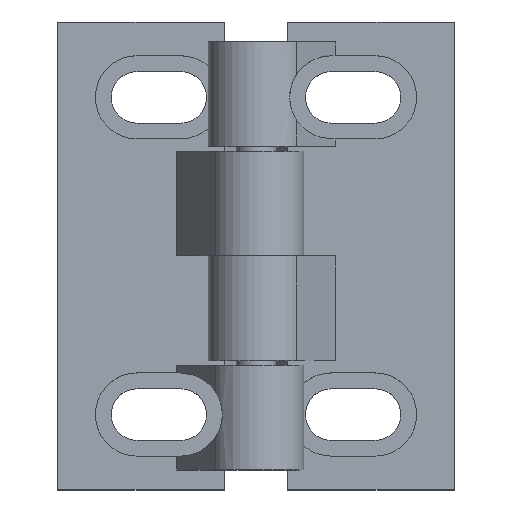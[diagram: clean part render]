
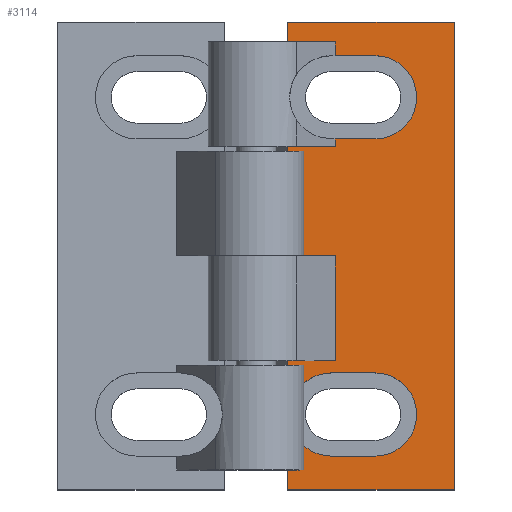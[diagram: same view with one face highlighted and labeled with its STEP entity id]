
A CAD part, top view. The second image highlights one B-rep face of the part: STEP entity #3114.
In plain terms, the highlighted planar face has unit normal (0, 0, 1).
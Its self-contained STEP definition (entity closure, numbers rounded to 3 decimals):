
#27=FACE_BOUND($,#419,.T.);
#105=PLANE($,#3313);
#237=FACE_OUTER_BOUND($,#418,.T.);
#418=EDGE_LOOP($,(#2177,#2178,#2179,#2180,#2181,#2182,#2183,#2184,#2185,
#2186,#2187,#2188,#2189,#2190,#2191,#2192,#2193));
#419=EDGE_LOOP($,(#2194,#2195,#2196,#2197));
#613=LINE($,#4519,#917);
#618=LINE($,#4550,#922);
#623=LINE($,#4565,#927);
#628=LINE($,#4579,#932);
#635=LINE($,#4600,#939);
#636=LINE($,#4603,#940);
#637=LINE($,#4605,#941);
#638=LINE($,#4607,#942);
#639=LINE($,#4609,#943);
#640=LINE($,#4611,#944);
#641=LINE($,#4613,#945);
#642=LINE($,#4615,#946);
#643=LINE($,#4617,#947);
#644=LINE($,#4619,#948);
#645=LINE($,#4621,#949);
#646=LINE($,#4623,#950);
#647=LINE($,#4625,#951);
#648=LINE($,#4626,#952);
#917=VECTOR($,#3605,5.005);
#922=VECTOR($,#3620,5.005);
#927=VECTOR($,#3633,5.5);
#932=VECTOR($,#3646,5.5);
#939=VECTOR($,#3667,0.95);
#940=VECTOR($,#3670,5.995);
#941=VECTOR($,#3671,13.8);
#942=VECTOR($,#3672,5.995);
#943=VECTOR($,#3673,13.2);
#944=VECTOR($,#3674,5.995);
#945=VECTOR($,#3675,13.72);
#946=VECTOR($,#3676,2.58);
#947=VECTOR($,#3677,21.);
#948=VECTOR($,#3678,59.);
#949=VECTOR($,#3679,21.);
#950=VECTOR($,#3680,2.5);
#951=VECTOR($,#3681,5.995);
#952=VECTOR($,#3682,1.75);
#1219=CIRCLE($,#3290,5.25);
#1224=CIRCLE($,#3303,5.25);
#1226=CIRCLE($,#3307,5.25);
#1340=VERTEX_POINT($,#4509);
#1341=VERTEX_POINT($,#4510);
#1344=VERTEX_POINT($,#4518);
#1351=VERTEX_POINT($,#4549);
#1356=VERTEX_POINT($,#4563);
#1357=VERTEX_POINT($,#4564);
#1360=VERTEX_POINT($,#4572);
#1362=VERTEX_POINT($,#4578);
#1369=VERTEX_POINT($,#4598);
#1370=VERTEX_POINT($,#4602);
#1371=VERTEX_POINT($,#4604);
#1372=VERTEX_POINT($,#4606);
#1373=VERTEX_POINT($,#4608);
#1374=VERTEX_POINT($,#4610);
#1375=VERTEX_POINT($,#4612);
#1376=VERTEX_POINT($,#4614);
#1377=VERTEX_POINT($,#4616);
#1378=VERTEX_POINT($,#4618);
#1379=VERTEX_POINT($,#4620);
#1380=VERTEX_POINT($,#4622);
#1381=VERTEX_POINT($,#4624);
#1649=EDGE_CURVE($,#1340,#1341,#1219,.T.);
#1653=EDGE_CURVE($,#1341,#1344,#613,.T.);
#1662=EDGE_CURVE($,#1351,#1340,#618,.T.);
#1669=EDGE_CURVE($,#1356,#1357,#623,.T.);
#1673=EDGE_CURVE($,#1357,#1360,#1224,.T.);
#1676=EDGE_CURVE($,#1360,#1362,#628,.T.);
#1679=EDGE_CURVE($,#1362,#1356,#1226,.T.);
#1687=EDGE_CURVE($,#1369,#1344,#635,.T.);
#1688=EDGE_CURVE($,#1369,#1370,#636,.T.);
#1689=EDGE_CURVE($,#1370,#1371,#637,.T.);
#1690=EDGE_CURVE($,#1372,#1371,#638,.T.);
#1691=EDGE_CURVE($,#1373,#1372,#639,.T.);
#1692=EDGE_CURVE($,#1373,#1374,#640,.T.);
#1693=EDGE_CURVE($,#1374,#1375,#641,.T.);
#1694=EDGE_CURVE($,#1375,#1376,#642,.T.);
#1695=EDGE_CURVE($,#1377,#1376,#643,.T.);
#1696=EDGE_CURVE($,#1377,#1378,#644,.T.);
#1697=EDGE_CURVE($,#1379,#1378,#645,.T.);
#1698=EDGE_CURVE($,#1379,#1380,#646,.T.);
#1699=EDGE_CURVE($,#1381,#1380,#647,.T.);
#1700=EDGE_CURVE($,#1351,#1381,#648,.T.);
#2177=ORIENTED_EDGE($,*,*,#1662,.T.);
#2178=ORIENTED_EDGE($,*,*,#1649,.T.);
#2179=ORIENTED_EDGE($,*,*,#1653,.T.);
#2180=ORIENTED_EDGE($,*,*,#1687,.F.);
#2181=ORIENTED_EDGE($,*,*,#1688,.T.);
#2182=ORIENTED_EDGE($,*,*,#1689,.T.);
#2183=ORIENTED_EDGE($,*,*,#1690,.F.);
#2184=ORIENTED_EDGE($,*,*,#1691,.F.);
#2185=ORIENTED_EDGE($,*,*,#1692,.T.);
#2186=ORIENTED_EDGE($,*,*,#1693,.T.);
#2187=ORIENTED_EDGE($,*,*,#1694,.T.);
#2188=ORIENTED_EDGE($,*,*,#1695,.F.);
#2189=ORIENTED_EDGE($,*,*,#1696,.T.);
#2190=ORIENTED_EDGE($,*,*,#1697,.F.);
#2191=ORIENTED_EDGE($,*,*,#1698,.T.);
#2192=ORIENTED_EDGE($,*,*,#1699,.F.);
#2193=ORIENTED_EDGE($,*,*,#1700,.F.);
#2194=ORIENTED_EDGE($,*,*,#1676,.T.);
#2195=ORIENTED_EDGE($,*,*,#1679,.T.);
#2196=ORIENTED_EDGE($,*,*,#1669,.T.);
#2197=ORIENTED_EDGE($,*,*,#1673,.T.);
#3114=ADVANCED_FACE($,(#237,#27),#105,.T.);
#3290=AXIS2_PLACEMENT_3D($,#4511,#3597,#3598);
#3303=AXIS2_PLACEMENT_3D($,#4573,#3639,#3640);
#3307=AXIS2_PLACEMENT_3D($,#4584,#3651,#3652);
#3313=AXIS2_PLACEMENT_3D($,#4601,#3668,#3669);
#3597=DIRECTION('center_axis',(0.,0.,-1.));
#3598=DIRECTION('ref_axis',(0.,1.,0.));
#3605=DIRECTION($,(-1.,0.,0.));
#3620=DIRECTION($,(1.,0.,0.));
#3633=DIRECTION($,(1.,0.,0.));
#3639=DIRECTION('center_axis',(0.,0.,-1.));
#3640=DIRECTION('ref_axis',(0.,1.,0.));
#3646=DIRECTION($,(-1.,0.,0.));
#3651=DIRECTION('center_axis',(0.,0.,-1.));
#3652=DIRECTION('ref_axis',(0.,-1.,0.));
#3667=DIRECTION($,(0.,1.,0.));
#3668=DIRECTION('center_axis',(0.,0.,1.));
#3669=DIRECTION('ref_axis',(0.,1.,0.));
#3670=DIRECTION($,(-1.,0.,0.));
#3671=DIRECTION($,(0.,-1.,0.));
#3672=DIRECTION($,(-1.,0.,0.));
#3673=DIRECTION($,(0.,1.,0.));
#3674=DIRECTION($,(-1.,0.,0.));
#3675=DIRECTION($,(0.,-1.,0.));
#3676=DIRECTION($,(0.,-1.,0.));
#3677=DIRECTION($,(-1.,0.,0.));
#3678=DIRECTION($,(0.,1.,0.));
#3679=DIRECTION($,(1.,0.,0.));
#3680=DIRECTION($,(0.,-1.,0.));
#3681=DIRECTION($,(-1.,0.,0.));
#3682=DIRECTION($,(0.,1.,0.));
#4509=CARTESIAN_POINT('',(0.,-4.25,10.));
#4510=CARTESIAN_POINT('',(0.,-14.75,10.));
#4511=CARTESIAN_POINT('Origin',(0.,-9.5,10.));
#4518=CARTESIAN_POINT('',(-5.005,-14.75,10.));
#4519=CARTESIAN_POINT($,(0.,-14.75,10.));
#4549=CARTESIAN_POINT('',(-5.005,-4.25,10.));
#4550=CARTESIAN_POINT($,(-5.005,-4.25,10.));
#4563=CARTESIAN_POINT('',(-5.5,-44.25,10.));
#4564=CARTESIAN_POINT('',(0.,-44.25,10.));
#4565=CARTESIAN_POINT($,(-5.5,-44.25,10.));
#4572=CARTESIAN_POINT('',(0.,-54.75,10.));
#4573=CARTESIAN_POINT('Origin',(0.,-49.5,10.));
#4578=CARTESIAN_POINT('',(-5.5,-54.75,10.));
#4579=CARTESIAN_POINT($,(0.,-54.75,10.));
#4584=CARTESIAN_POINT('Origin',(-5.5,-49.5,10.));
#4598=CARTESIAN_POINT('',(-5.005,-15.7,10.));
#4600=CARTESIAN_POINT($,(-5.005,-15.7,10.));
#4601=CARTESIAN_POINT('Origin',(10.,-59.,10.));
#4602=CARTESIAN_POINT('',(-11.,-15.7,10.));
#4603=CARTESIAN_POINT($,(-5.005,-15.7,10.));
#4604=CARTESIAN_POINT('',(-11.,-29.5,10.));
#4605=CARTESIAN_POINT($,(-11.,-15.7,10.));
#4606=CARTESIAN_POINT('',(-5.005,-29.5,10.));
#4607=CARTESIAN_POINT($,(-5.005,-29.5,10.));
#4608=CARTESIAN_POINT('',(-5.005,-42.7,10.));
#4609=CARTESIAN_POINT($,(-5.005,-42.7,10.));
#4610=CARTESIAN_POINT('',(-11.,-42.7,10.));
#4611=CARTESIAN_POINT($,(-5.005,-42.7,10.));
#4612=CARTESIAN_POINT('',(-11.,-56.42,10.));
#4613=CARTESIAN_POINT($,(-11.,-42.7,10.));
#4614=CARTESIAN_POINT('',(-11.,-59.,10.));
#4615=CARTESIAN_POINT($,(-11.,-56.42,10.));
#4616=CARTESIAN_POINT('',(10.,-59.,10.));
#4617=CARTESIAN_POINT($,(10.,-59.,10.));
#4618=CARTESIAN_POINT('',(10.,0.,10.));
#4619=CARTESIAN_POINT($,(10.,-59.,10.));
#4620=CARTESIAN_POINT('',(-11.,0.,10.));
#4621=CARTESIAN_POINT($,(-11.,0.,10.));
#4622=CARTESIAN_POINT('',(-11.,-2.5,10.));
#4623=CARTESIAN_POINT($,(-11.,0.,10.));
#4624=CARTESIAN_POINT('',(-5.005,-2.5,10.));
#4625=CARTESIAN_POINT($,(-5.005,-2.5,10.));
#4626=CARTESIAN_POINT($,(-5.005,-4.25,10.));
